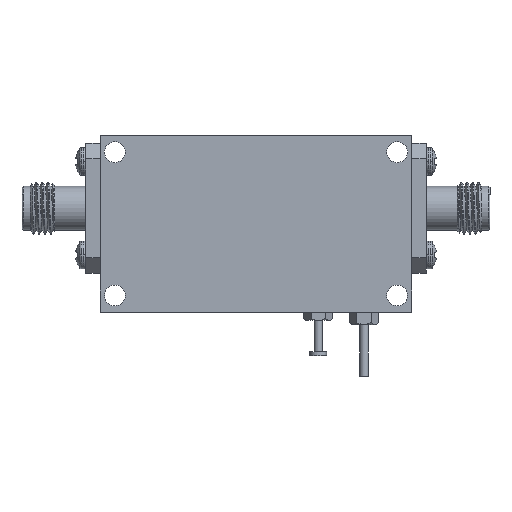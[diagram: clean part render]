
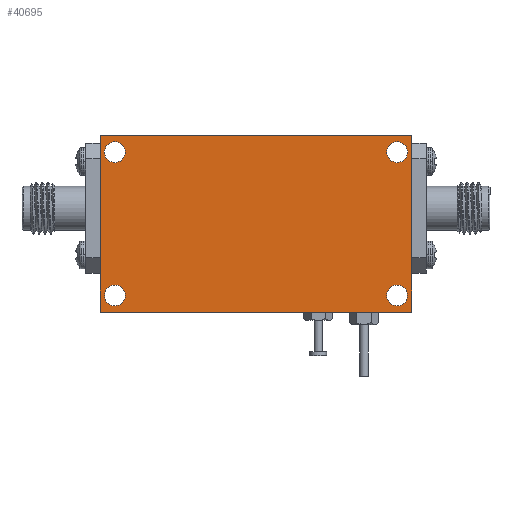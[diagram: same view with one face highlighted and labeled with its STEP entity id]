
A CAD part, front view. The second image highlights one B-rep face of the part: STEP entity #40695.
In plain terms, the highlighted planar face has unit normal (0, -1, 0).
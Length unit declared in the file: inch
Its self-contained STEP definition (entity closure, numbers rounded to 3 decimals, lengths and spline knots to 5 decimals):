
#2 = CIRCLE ( 'NONE', #35581, 0.05 ) ;
#21 = CARTESIAN_POINT ( 'NONE',  ( -0.68, -0.1875, -0.345 ) ) ;
#93 = DIRECTION ( 'NONE',  ( 0., 0., 1. ) ) ;
#1036 = ORIENTED_EDGE ( 'NONE', *, *, #11402, .T. ) ;
#1482 = AXIS2_PLACEMENT_3D ( 'NONE', #38329, #34474, #31084 ) ;
#1891 = ORIENTED_EDGE ( 'NONE', *, *, #24573, .T. ) ;
#2095 = EDGE_CURVE ( 'NONE', #2917, #16135, #42130, .T. ) ;
#2917 = VERTEX_POINT ( 'NONE', #12036 ) ;
#3252 = CARTESIAN_POINT ( 'NONE',  ( 0.68, -0.1875, -0.345 ) ) ;
#3293 = AXIS2_PLACEMENT_3D ( 'NONE', #19425, #8987, #4639 ) ;
#3497 = DIRECTION ( 'NONE',  ( 0., 0., -1. ) ) ;
#3559 = EDGE_CURVE ( 'NONE', #23724, #32860, #13005, .T. ) ;
#3655 = CIRCLE ( 'NONE', #1482, 0.05 ) ;
#3665 = CARTESIAN_POINT ( 'NONE',  ( -0.75, -0.1875, -0.425 ) ) ;
#4283 = EDGE_LOOP ( 'NONE', ( #4547, #23431 ) ) ;
#4423 = FACE_BOUND ( 'NONE', #34947, .T. ) ;
#4448 = DIRECTION ( 'NONE',  ( 0., 1., 0. ) ) ;
#4547 = ORIENTED_EDGE ( 'NONE', *, *, #15211, .T. ) ;
#4639 = DIRECTION ( 'NONE',  ( 0., 0., 1. ) ) ;
#4892 = CARTESIAN_POINT ( 'NONE',  ( -0.75, -0.1875, 0.425 ) ) ;
#4903 = EDGE_CURVE ( 'NONE', #31397, #37163, #20746, .T. ) ;
#4925 = CIRCLE ( 'NONE', #26011, 0.05 ) ;
#5618 = LINE ( 'NONE', #27676, #38378 ) ;
#5638 = CARTESIAN_POINT ( 'NONE',  ( 0.68, -0.1875, -0.395 ) ) ;
#6293 = ORIENTED_EDGE ( 'NONE', *, *, #8014, .F. ) ;
#6537 = EDGE_LOOP ( 'NONE', ( #11412, #1891 ) ) ;
#7393 = CARTESIAN_POINT ( 'NONE',  ( -0.68, -0.1875, -0.295 ) ) ;
#7405 = FACE_OUTER_BOUND ( 'NONE', #9764, .T. ) ;
#7469 = EDGE_LOOP ( 'NONE', ( #26107, #1036 ) ) ;
#8014 = EDGE_CURVE ( 'NONE', #32860, #9597, #5618, .T. ) ;
#8043 = DIRECTION ( 'NONE',  ( 0., 1., 0. ) ) ;
#8321 = CARTESIAN_POINT ( 'NONE',  ( -0.68, -0.1875, 0.295 ) ) ;
#8987 = DIRECTION ( 'NONE',  ( 0., 1., 0. ) ) ;
#9304 = EDGE_CURVE ( 'NONE', #37163, #31397, #34120, .T. ) ;
#9597 = VERTEX_POINT ( 'NONE', #23087 ) ;
#9764 = EDGE_LOOP ( 'NONE', ( #43476, #24979, #6293, #21732 ) ) ;
#10333 = DIRECTION ( 'NONE',  ( 0., 0., 1. ) ) ;
#11402 = EDGE_CURVE ( 'NONE', #44326, #37219, #29226, .T. ) ;
#11412 = ORIENTED_EDGE ( 'NONE', *, *, #2095, .T. ) ;
#11983 = AXIS2_PLACEMENT_3D ( 'NONE', #3252, #13751, #10333 ) ;
#12036 = CARTESIAN_POINT ( 'NONE',  ( 0.68, -0.1875, -0.295 ) ) ;
#12439 = AXIS2_PLACEMENT_3D ( 'NONE', #34231, #24002, #93 ) ;
#13005 = LINE ( 'NONE', #23010, #19361 ) ;
#13751 = DIRECTION ( 'NONE',  ( 0., 1., 0. ) ) ;
#14400 = CARTESIAN_POINT ( 'NONE',  ( 0.68, -0.1875, 0.345 ) ) ;
#14882 = FACE_BOUND ( 'NONE', #6537, .T. ) ;
#15211 = EDGE_CURVE ( 'NONE', #33717, #22113, #3655, .T. ) ;
#15377 = LINE ( 'NONE', #4892, #29519 ) ;
#16135 = VERTEX_POINT ( 'NONE', #5638 ) ;
#16337 = CIRCLE ( 'NONE', #11983, 0.05 ) ;
#16544 = EDGE_CURVE ( 'NONE', #37219, #44326, #2, .T. ) ;
#16762 = DIRECTION ( 'NONE',  ( 0., 0., 1. ) ) ;
#18318 = DIRECTION ( 'NONE',  ( 0., 0., 1. ) ) ;
#18766 = CARTESIAN_POINT ( 'NONE',  ( 0.68, -0.1875, 0.395 ) ) ;
#18843 = DIRECTION ( 'NONE',  ( 0., 1., 0. ) ) ;
#19361 = VECTOR ( 'NONE', #43651, 39.37008 ) ;
#19425 = CARTESIAN_POINT ( 'NONE',  ( 0.68, -0.1875, 0.345 ) ) ;
#19803 = CARTESIAN_POINT ( 'NONE',  ( 0.75, -0.1875, 0.425 ) ) ;
#20746 = CIRCLE ( 'NONE', #3293, 0.05 ) ;
#20897 = EDGE_CURVE ( 'NONE', #22113, #33717, #4925, .T. ) ;
#21716 = DIRECTION ( 'NONE',  ( 0., -1., 0. ) ) ;
#21732 = ORIENTED_EDGE ( 'NONE', *, *, #3559, .F. ) ;
#22113 = VERTEX_POINT ( 'NONE', #44492 ) ;
#22411 = CARTESIAN_POINT ( 'NONE',  ( 0.75, -0.1875, -0.425 ) ) ;
#22594 = CARTESIAN_POINT ( 'NONE',  ( -0.68, -0.1875, 0.395 ) ) ;
#23010 = CARTESIAN_POINT ( 'NONE',  ( -0.75, -0.1875, -0.425 ) ) ;
#23087 = CARTESIAN_POINT ( 'NONE',  ( -0.75, -0.1875, 0.425 ) ) ;
#23431 = ORIENTED_EDGE ( 'NONE', *, *, #20897, .T. ) ;
#23685 = EDGE_CURVE ( 'NONE', #9597, #42707, #15377, .T. ) ;
#23724 = VERTEX_POINT ( 'NONE', #22411 ) ;
#24002 = DIRECTION ( 'NONE',  ( 0., 1., 0. ) ) ;
#24573 = EDGE_CURVE ( 'NONE', #16135, #2917, #16337, .T. ) ;
#24979 = ORIENTED_EDGE ( 'NONE', *, *, #23685, .F. ) ;
#25841 = VECTOR ( 'NONE', #3497, 39.37008 ) ;
#26011 = AXIS2_PLACEMENT_3D ( 'NONE', #21, #35247, #35485 ) ;
#26107 = ORIENTED_EDGE ( 'NONE', *, *, #16544, .T. ) ;
#27417 = LINE ( 'NONE', #37857, #25841 ) ;
#27676 = CARTESIAN_POINT ( 'NONE',  ( -0.75, -0.1875, 0.425 ) ) ;
#29027 = AXIS2_PLACEMENT_3D ( 'NONE', #14400, #8043, #42313 ) ;
#29226 = CIRCLE ( 'NONE', #41508, 0.05 ) ;
#29247 = DIRECTION ( 'NONE',  ( 1., 0., 0. ) ) ;
#29519 = VECTOR ( 'NONE', #29247, 39.37008 ) ;
#31084 = DIRECTION ( 'NONE',  ( 0., 0., 1. ) ) ;
#31397 = VERTEX_POINT ( 'NONE', #18766 ) ;
#31955 = FACE_BOUND ( 'NONE', #4283, .T. ) ;
#32860 = VERTEX_POINT ( 'NONE', #3665 ) ;
#33387 = AXIS2_PLACEMENT_3D ( 'NONE', #38751, #21716, #38305 ) ;
#33468 = EDGE_CURVE ( 'NONE', #42707, #23724, #27417, .T. ) ;
#33717 = VERTEX_POINT ( 'NONE', #7393 ) ;
#34120 = CIRCLE ( 'NONE', #29027, 0.05 ) ;
#34231 = CARTESIAN_POINT ( 'NONE',  ( 0.68, -0.1875, -0.345 ) ) ;
#34340 = ORIENTED_EDGE ( 'NONE', *, *, #9304, .T. ) ;
#34474 = DIRECTION ( 'NONE',  ( 0., 1., 0. ) ) ;
#34683 = PLANE ( 'NONE',  #33387 ) ;
#34947 = EDGE_LOOP ( 'NONE', ( #39625, #34340 ) ) ;
#35097 = CARTESIAN_POINT ( 'NONE',  ( 0.68, -0.1875, 0.295 ) ) ;
#35247 = DIRECTION ( 'NONE',  ( 0., 1., 0. ) ) ;
#35485 = DIRECTION ( 'NONE',  ( 0., 0., 1. ) ) ;
#35581 = AXIS2_PLACEMENT_3D ( 'NONE', #35609, #4448, #18318 ) ;
#35609 = CARTESIAN_POINT ( 'NONE',  ( -0.68, -0.1875, 0.345 ) ) ;
#37163 = VERTEX_POINT ( 'NONE', #35097 ) ;
#37219 = VERTEX_POINT ( 'NONE', #22594 ) ;
#37857 = CARTESIAN_POINT ( 'NONE',  ( 0.75, -0.1875, 0.425 ) ) ;
#38305 = DIRECTION ( 'NONE',  ( 0., 0., -1. ) ) ;
#38329 = CARTESIAN_POINT ( 'NONE',  ( -0.68, -0.1875, -0.345 ) ) ;
#38378 = VECTOR ( 'NONE', #16762, 39.37008 ) ;
#38624 = CARTESIAN_POINT ( 'NONE',  ( -0.68, -0.1875, 0.345 ) ) ;
#38751 = CARTESIAN_POINT ( 'NONE',  ( 0., -0.1875, 0. ) ) ;
#39625 = ORIENTED_EDGE ( 'NONE', *, *, #4903, .T. ) ;
#40695 = ADVANCED_FACE ( 'NONE', ( #7405, #31955, #14882, #41910, #4423 ), #34683, .T. ) ;
#41508 = AXIS2_PLACEMENT_3D ( 'NONE', #38624, #18843, #42011 ) ;
#41910 = FACE_BOUND ( 'NONE', #7469, .T. ) ;
#42011 = DIRECTION ( 'NONE',  ( 0., 0., 1. ) ) ;
#42130 = CIRCLE ( 'NONE', #12439, 0.05 ) ;
#42313 = DIRECTION ( 'NONE',  ( 0., 0., 1. ) ) ;
#42707 = VERTEX_POINT ( 'NONE', #19803 ) ;
#43476 = ORIENTED_EDGE ( 'NONE', *, *, #33468, .F. ) ;
#43651 = DIRECTION ( 'NONE',  ( -1., 0., 0. ) ) ;
#44326 = VERTEX_POINT ( 'NONE', #8321 ) ;
#44492 = CARTESIAN_POINT ( 'NONE',  ( -0.68, -0.1875, -0.395 ) ) ;
